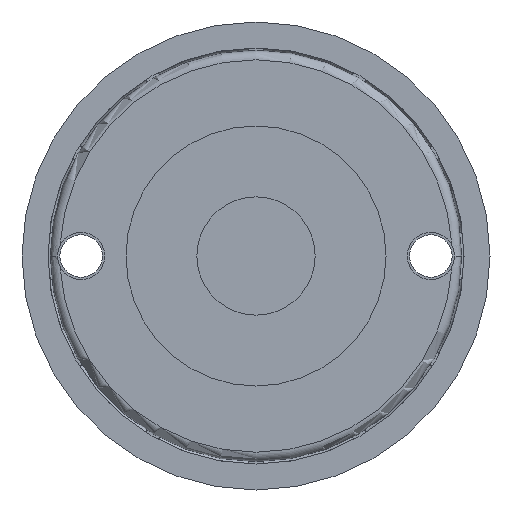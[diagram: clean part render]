
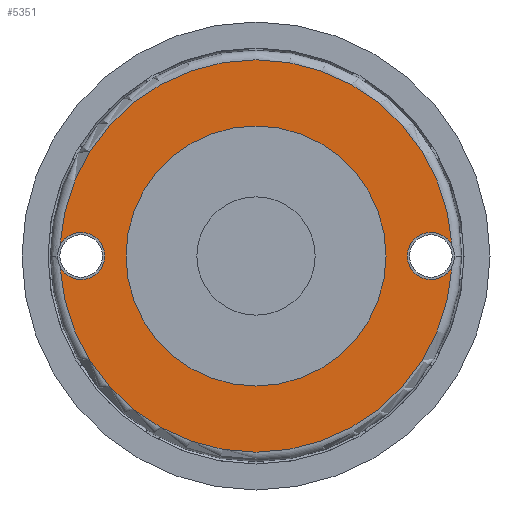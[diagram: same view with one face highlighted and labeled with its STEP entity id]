
A CAD part, front view. The second image highlights one B-rep face of the part: STEP entity #5351.
In plain terms, the highlighted planar face has unit normal (0, -1, 0).
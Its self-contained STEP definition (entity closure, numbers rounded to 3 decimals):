
#180 = CIRCLE ( 'NONE', #6916, 5. ) ;
#181 = DIRECTION ( 'NONE',  ( 0., -1., 0. ) ) ;
#203 = DIRECTION ( 'NONE',  ( 1., 0., 0. ) ) ;
#271 = CARTESIAN_POINT ( 'NONE',  ( -37., 0., 0. ) ) ;
#358 = VERTEX_POINT ( 'NONE', #3041 ) ;
#454 = FACE_OUTER_BOUND ( 'NONE', #484, .T. ) ;
#484 = EDGE_LOOP ( 'NONE', ( #6624, #11023, #10067, #4177, #968, #1357 ) ) ;
#842 = CIRCLE ( 'NONE', #1044, 5. ) ;
#968 = ORIENTED_EDGE ( 'NONE', *, *, #1936, .T. ) ;
#1044 = AXIS2_PLACEMENT_3D ( 'NONE', #11092, #9176, #10065 ) ;
#1357 = ORIENTED_EDGE ( 'NONE', *, *, #10332, .T. ) ;
#1384 = DIRECTION ( 'NONE',  ( -1., 0., 0. ) ) ;
#1624 = CIRCLE ( 'NONE', #3742, 41.5 ) ;
#1661 = CARTESIAN_POINT ( 'NONE',  ( 0., 0., 0. ) ) ;
#1936 = EDGE_CURVE ( 'NONE', #8434, #6301, #842, .T. ) ;
#2168 = CIRCLE ( 'NONE', #4493, 5. ) ;
#2288 = CARTESIAN_POINT ( 'NONE',  ( 0., 0., 0. ) ) ;
#2453 = VERTEX_POINT ( 'NONE', #4820 ) ;
#2759 = EDGE_CURVE ( 'NONE', #358, #2453, #5671, .T. ) ;
#2893 = VERTEX_POINT ( 'NONE', #6071 ) ;
#2904 = CARTESIAN_POINT ( 'NONE',  ( 37., 0., 0. ) ) ;
#3041 = CARTESIAN_POINT ( 'NONE',  ( 27.5, 0., 0. ) ) ;
#3189 = AXIS2_PLACEMENT_3D ( 'NONE', #9452, #7692, #9681 ) ;
#3239 = DIRECTION ( 'NONE',  ( 0., 1., 0. ) ) ;
#3554 = AXIS2_PLACEMENT_3D ( 'NONE', #8622, #9592, #1384 ) ;
#3649 = EDGE_CURVE ( 'NONE', #11209, #10441, #2168, .T. ) ;
#3674 = CARTESIAN_POINT ( 'NONE',  ( 0., 0., 0. ) ) ;
#3742 = AXIS2_PLACEMENT_3D ( 'NONE', #5505, #181, #11948 ) ;
#3930 = CIRCLE ( 'NONE', #3554, 5. ) ;
#4139 = PLANE ( 'NONE',  #3189 ) ;
#4177 = ORIENTED_EDGE ( 'NONE', *, *, #4260, .T. ) ;
#4260 = EDGE_CURVE ( 'NONE', #10859, #8434, #180, .T. ) ;
#4493 = AXIS2_PLACEMENT_3D ( 'NONE', #2904, #5607, #6388 ) ;
#4735 = CARTESIAN_POINT ( 'NONE',  ( -41.436, 0., -2.307 ) ) ;
#4820 = CARTESIAN_POINT ( 'NONE',  ( -27.5, 0., 0. ) ) ;
#5342 = DIRECTION ( 'NONE',  ( 0., -1., 0. ) ) ;
#5351 = ADVANCED_FACE ( 'NONE', ( #11426, #454 ), #4139, .T. ) ;
#5400 = DIRECTION ( 'NONE',  ( 1., 0., 0. ) ) ;
#5426 = DIRECTION ( 'NONE',  ( 0., -1., 0. ) ) ;
#5505 = CARTESIAN_POINT ( 'NONE',  ( 0., 0., 0. ) ) ;
#5607 = DIRECTION ( 'NONE',  ( 0., 1., 0. ) ) ;
#5671 = CIRCLE ( 'NONE', #7587, 27.5 ) ;
#5763 = AXIS2_PLACEMENT_3D ( 'NONE', #1661, #5342, #5400 ) ;
#5968 = DIRECTION ( 'NONE',  ( 1., 0., 0. ) ) ;
#6071 = CARTESIAN_POINT ( 'NONE',  ( 41.436, 0., -2.307 ) ) ;
#6094 = ORIENTED_EDGE ( 'NONE', *, *, #2759, .F. ) ;
#6140 = CARTESIAN_POINT ( 'NONE',  ( -41.436, 0., 2.307 ) ) ;
#6301 = VERTEX_POINT ( 'NONE', #4735 ) ;
#6388 = DIRECTION ( 'NONE',  ( -1., 0., 0. ) ) ;
#6496 = CIRCLE ( 'NONE', #9578, 41.5 ) ;
#6624 = ORIENTED_EDGE ( 'NONE', *, *, #10408, .T. ) ;
#6897 = CARTESIAN_POINT ( 'NONE',  ( 32., 0., 0. ) ) ;
#6916 = AXIS2_PLACEMENT_3D ( 'NONE', #271, #3239, #7689 ) ;
#7491 = ORIENTED_EDGE ( 'NONE', *, *, #9728, .F. ) ;
#7587 = AXIS2_PLACEMENT_3D ( 'NONE', #3674, #5426, #203 ) ;
#7689 = DIRECTION ( 'NONE',  ( -1., 0., 0. ) ) ;
#7692 = DIRECTION ( 'NONE',  ( 0., -1., 0. ) ) ;
#7714 = EDGE_CURVE ( 'NONE', #10441, #10859, #6496, .T. ) ;
#8434 = VERTEX_POINT ( 'NONE', #9251 ) ;
#8495 = CARTESIAN_POINT ( 'NONE',  ( 41.436, 0., 2.307 ) ) ;
#8622 = CARTESIAN_POINT ( 'NONE',  ( 37., 0., 0. ) ) ;
#9176 = DIRECTION ( 'NONE',  ( 0., 1., 0. ) ) ;
#9251 = CARTESIAN_POINT ( 'NONE',  ( -32., 0., 0. ) ) ;
#9452 = CARTESIAN_POINT ( 'NONE',  ( 0., 0., 27.5 ) ) ;
#9578 = AXIS2_PLACEMENT_3D ( 'NONE', #2288, #11279, #5968 ) ;
#9592 = DIRECTION ( 'NONE',  ( 0., 1., 0. ) ) ;
#9681 = DIRECTION ( 'NONE',  ( 1., 0., 0. ) ) ;
#9728 = EDGE_CURVE ( 'NONE', #2453, #358, #10566, .T. ) ;
#10065 = DIRECTION ( 'NONE',  ( -1., 0., 0. ) ) ;
#10067 = ORIENTED_EDGE ( 'NONE', *, *, #7714, .T. ) ;
#10332 = EDGE_CURVE ( 'NONE', #6301, #2893, #1624, .T. ) ;
#10408 = EDGE_CURVE ( 'NONE', #2893, #11209, #3930, .T. ) ;
#10441 = VERTEX_POINT ( 'NONE', #8495 ) ;
#10566 = CIRCLE ( 'NONE', #5763, 27.5 ) ;
#10859 = VERTEX_POINT ( 'NONE', #6140 ) ;
#11023 = ORIENTED_EDGE ( 'NONE', *, *, #3649, .T. ) ;
#11092 = CARTESIAN_POINT ( 'NONE',  ( -37., 0., 0. ) ) ;
#11209 = VERTEX_POINT ( 'NONE', #6897 ) ;
#11279 = DIRECTION ( 'NONE',  ( 0., -1., 0. ) ) ;
#11426 = FACE_BOUND ( 'NONE', #11717, .T. ) ;
#11717 = EDGE_LOOP ( 'NONE', ( #6094, #7491 ) ) ;
#11948 = DIRECTION ( 'NONE',  ( 1., 0., 0. ) ) ;
